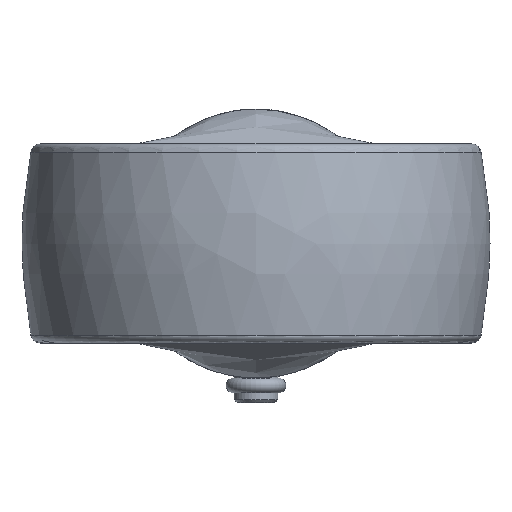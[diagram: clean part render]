
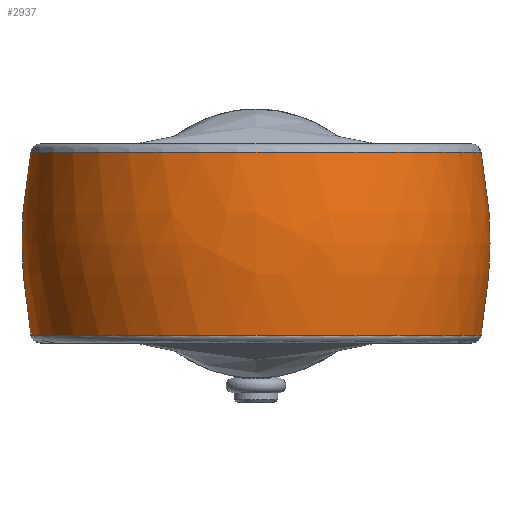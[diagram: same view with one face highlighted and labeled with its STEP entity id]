
A CAD part, left-side view. The second image highlights one B-rep face of the part: STEP entity #2937.
In plain terms, the highlighted free-form (B-spline) face has degree [3, 3] with [4, 7] control points.
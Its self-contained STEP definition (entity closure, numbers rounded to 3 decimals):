
#309=(
BOUNDED_SURFACE()
B_SPLINE_SURFACE(3,3,((#3964,#3965,#3966,#3967,#3968,#3969,#3970),(#3971,
#3972,#3973,#3974,#3975,#3976,#3977),(#3978,#3979,#3980,#3981,#3982,#3983,
#3984),(#3985,#3986,#3987,#3988,#3989,#3990,#3991)),.UNSPECIFIED.,.F.,.F.,
 .U.)
B_SPLINE_SURFACE_WITH_KNOTS((4,4),(4,3,4),(0.622,5.661),
(-0.185,0.,0.185),
 .UNSPECIFIED.)
GEOMETRIC_REPRESENTATION_ITEM()
RATIONAL_B_SPLINE_SURFACE(((1.,0.537,0.537,1.,0.537,
0.537,1.),(0.989,0.531,0.531,
0.989,0.531,0.531,0.989),
(0.989,0.531,0.531,0.989,
0.531,0.531,0.989),(1.,0.537,
0.537,1.,0.537,0.537,1.)))
REPRESENTATION_ITEM('')
SURFACE()
);
#409=CIRCLE('',#479,22.649);
#413=CIRCLE('',#492,22.649);
#479=AXIS2_PLACEMENT_3D('',#3620,#901,#902);
#492=AXIS2_PLACEMENT_3D('',#4012,#932,#933);
#901=DIRECTION('',(0.,0.,1.));
#902=DIRECTION('',(22.649,0.,0.));
#932=DIRECTION('',(0.,0.,1.));
#933=DIRECTION('',(22.649,0.,0.));
#1217=VERTEX_POINT('',#3164);
#1243=VERTEX_POINT('',#3579);
#1253=VERTEX_POINT('',#3621);
#1256=VERTEX_POINT('',#3700);
#1460=B_SPLINE_CURVE_WITH_KNOTS('',3,(#3763,#3764,#3765,#3766,#3767,#3768,
#3769,#3770,#3771,#3772,#3773,#3774,#3775,#3776,#3777,#3778,#3779,#3780,
#3781,#3782),.UNSPECIFIED.,.F.,.U.,(4,1,1,1,1,1,1,1,1,1,1,1,1,1,1,1,1,4),
(0.,0.03,0.061,0.092,0.123,
0.155,0.186,0.218,0.251,
0.375,0.5,0.626,0.751,
0.802,0.853,0.902,0.952,
1.),.UNSPECIFIED.);
#1466=B_SPLINE_CURVE_WITH_KNOTS('',3,(#3992,#3993,#3994,#3995,#3996,#3997,
#3998,#3999,#4000,#4001,#4002,#4003,#4004,#4005,#4006,#4007,#4008,#4009,
#4010,#4011),.UNSPECIFIED.,.F.,.U.,(4,1,1,1,1,1,1,1,1,1,1,1,1,1,1,1,1,4),
(0.,0.03,0.061,0.092,0.123,
0.155,0.186,0.218,0.251,
0.375,0.501,0.627,0.751,
0.802,0.853,0.902,0.952,
1.),.UNSPECIFIED.);
#1647=EDGE_CURVE('',#1253,#1243,#409,.T.);
#1654=EDGE_CURVE('',#1256,#1243,#1460,.T.);
#1675=EDGE_CURVE('',#1253,#1217,#1466,.T.);
#1676=EDGE_CURVE('',#1217,#1256,#413,.T.);
#2070=ORIENTED_EDGE('',*,*,#1675,.T.);
#2071=ORIENTED_EDGE('',*,*,#1676,.T.);
#2072=ORIENTED_EDGE('',*,*,#1654,.T.);
#2073=ORIENTED_EDGE('',*,*,#1647,.F.);
#2635=EDGE_LOOP('',(#2070,#2071,#2072,#2073));
#2788=FACE_BOUND('',#2635,.T.);
#2937=ADVANCED_FACE('',(#2788),#309,.T.);
#3164=CARTESIAN_POINT('',(18.,13.748,-9.184));
#3579=CARTESIAN_POINT('',(18.,-13.748,9.184));
#3620=CARTESIAN_POINT('',(0.,0.,9.184));
#3621=CARTESIAN_POINT('',(18.,13.748,9.184));
#3700=CARTESIAN_POINT('',(18.,-13.748,-9.184));
#3763=CARTESIAN_POINT('',(18.,-13.748,-9.184));
#3764=CARTESIAN_POINT('',(18.,-13.802,-9.003));
#3765=CARTESIAN_POINT('',(18.,-13.912,-8.64));
#3766=CARTESIAN_POINT('',(18.,-14.063,-8.089));
#3767=CARTESIAN_POINT('',(18.,-14.206,-7.531));
#3768=CARTESIAN_POINT('',(18.,-14.34,-6.966));
#3769=CARTESIAN_POINT('',(18.,-14.463,-6.393));
#3770=CARTESIAN_POINT('',(18.,-14.577,-5.813));
#3771=CARTESIAN_POINT('',(18.,-14.68,-5.226));
#3772=CARTESIAN_POINT('',(18.,-14.861,-4.069));
#3773=CARTESIAN_POINT('',(18.,-15.052,-2.326));
#3774=CARTESIAN_POINT('',(18.,-15.136,0.009));
#3775=CARTESIAN_POINT('',(18.,-15.051,2.346));
#3776=CARTESIAN_POINT('',(18.,-14.845,4.211));
#3777=CARTESIAN_POINT('',(18.,-14.619,5.598));
#3778=CARTESIAN_POINT('',(18.,-14.44,6.522));
#3779=CARTESIAN_POINT('',(18.,-14.234,7.427));
#3780=CARTESIAN_POINT('',(18.,-14.007,8.314));
#3781=CARTESIAN_POINT('',(18.,-13.834,8.895));
#3782=CARTESIAN_POINT('',(18.,-13.748,9.184));
#3964=CARTESIAN_POINT('',(18.403,13.204,9.184));
#3965=CARTESIAN_POINT('',(2.811,34.934,9.184));
#3966=CARTESIAN_POINT('',(-22.649,26.745,9.184));
#3967=CARTESIAN_POINT('',(-22.649,0.,9.184));
#3968=CARTESIAN_POINT('',(-22.649,-26.745,9.184));
#3969=CARTESIAN_POINT('',(2.811,-34.934,9.184));
#3970=CARTESIAN_POINT('',(18.403,-13.204,9.184));
#3971=CARTESIAN_POINT('',(19.327,13.867,3.096));
#3972=CARTESIAN_POINT('',(2.952,36.688,3.096));
#3973=CARTESIAN_POINT('',(-23.787,28.088,3.096));
#3974=CARTESIAN_POINT('',(-23.787,0.,3.096));
#3975=CARTESIAN_POINT('',(-23.787,-28.088,3.096));
#3976=CARTESIAN_POINT('',(2.952,-36.688,3.096));
#3977=CARTESIAN_POINT('',(19.327,-13.867,3.096));
#3978=CARTESIAN_POINT('',(19.327,13.867,-3.096));
#3979=CARTESIAN_POINT('',(2.952,36.688,-3.096));
#3980=CARTESIAN_POINT('',(-23.787,28.088,-3.096));
#3981=CARTESIAN_POINT('',(-23.787,0.,-3.096));
#3982=CARTESIAN_POINT('',(-23.787,-28.088,-3.096));
#3983=CARTESIAN_POINT('',(2.952,-36.688,-3.096));
#3984=CARTESIAN_POINT('',(19.327,-13.867,-3.096));
#3985=CARTESIAN_POINT('',(18.403,13.204,-9.184));
#3986=CARTESIAN_POINT('',(2.811,34.934,-9.184));
#3987=CARTESIAN_POINT('',(-22.649,26.745,-9.184));
#3988=CARTESIAN_POINT('',(-22.649,0.,-9.184));
#3989=CARTESIAN_POINT('',(-22.649,-26.745,-9.184));
#3990=CARTESIAN_POINT('',(2.811,-34.934,-9.184));
#3991=CARTESIAN_POINT('',(18.403,-13.204,-9.184));
#3992=CARTESIAN_POINT('',(18.,13.748,9.184));
#3993=CARTESIAN_POINT('',(18.,13.802,9.003));
#3994=CARTESIAN_POINT('',(18.,13.912,8.639));
#3995=CARTESIAN_POINT('',(18.,14.064,8.088));
#3996=CARTESIAN_POINT('',(18.,14.207,7.53));
#3997=CARTESIAN_POINT('',(18.,14.34,6.964));
#3998=CARTESIAN_POINT('',(18.,14.464,6.391));
#3999=CARTESIAN_POINT('',(18.,14.578,5.81));
#4000=CARTESIAN_POINT('',(18.,14.681,5.222));
#4001=CARTESIAN_POINT('',(18.,14.862,4.064));
#4002=CARTESIAN_POINT('',(18.,15.053,2.318));
#4003=CARTESIAN_POINT('',(18.,15.136,-0.018));
#4004=CARTESIAN_POINT('',(18.,15.05,-2.353));
#4005=CARTESIAN_POINT('',(18.,14.845,-4.215));
#4006=CARTESIAN_POINT('',(18.,14.619,-5.6));
#4007=CARTESIAN_POINT('',(18.,14.439,-6.524));
#4008=CARTESIAN_POINT('',(18.,14.234,-7.428));
#4009=CARTESIAN_POINT('',(18.,14.007,-8.315));
#4010=CARTESIAN_POINT('',(18.,13.833,-8.895));
#4011=CARTESIAN_POINT('',(18.,13.748,-9.184));
#4012=CARTESIAN_POINT('',(0.,0.,-9.184));
